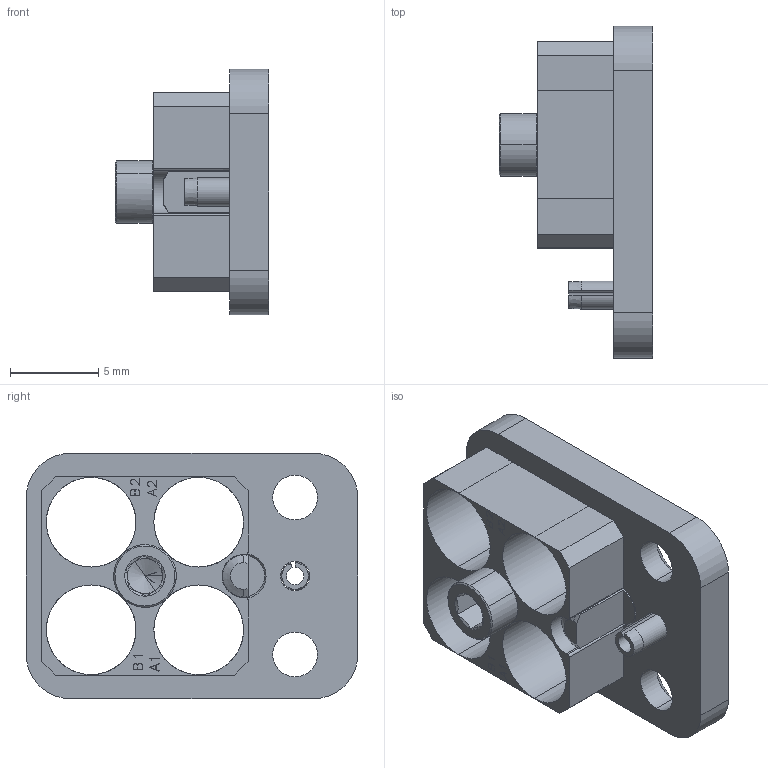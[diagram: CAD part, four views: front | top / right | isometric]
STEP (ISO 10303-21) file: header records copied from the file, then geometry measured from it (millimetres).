
FILE_DESCRIPTION (( 'STEP AP214' ), '1' );
FILE_NAME ('FMCN1537_3D.STEP', '2022-10-05T17:19:52', ( '' ), ( '' ), 'SwSTEP 2.0', 'SolidWorks 2021', '' );
FILE_SCHEMA (( 'AUTOMOTIVE_DESIGN' ));
Length unit declared in the file: inch
Products named in the file (1): FMCN1537_3D
Bounding box: 8.71 x 18.8 x 13.92 mm (x, y, z)
Volume: 563.9 mm3; surface area: 1444 mm2
Topology: 5 solids, 5 shells, 487 faces, 1305 edges, 853 vertices
Faces by surface type: plane 299, cylinder 81, bspline 56, cone 51
Entity records: 21426 total; most frequent: CARTESIAN_POINT 10030, ORIENTED_EDGE 2600, DIRECTION 1909, EDGE_CURVE 1300, VERTEX_POINT 853, LINE 777, VECTOR 777, AXIS2_PLACEMENT_3D 566
